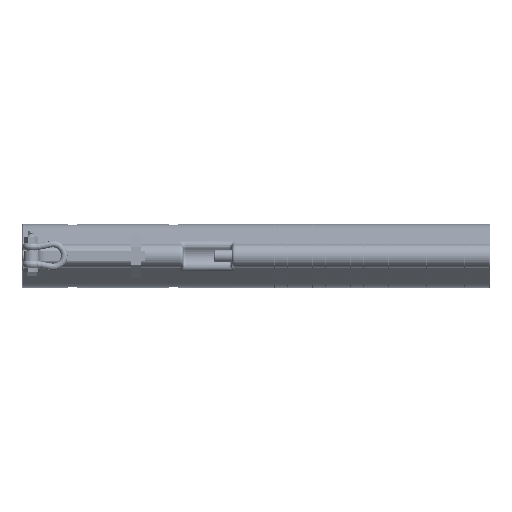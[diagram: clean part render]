
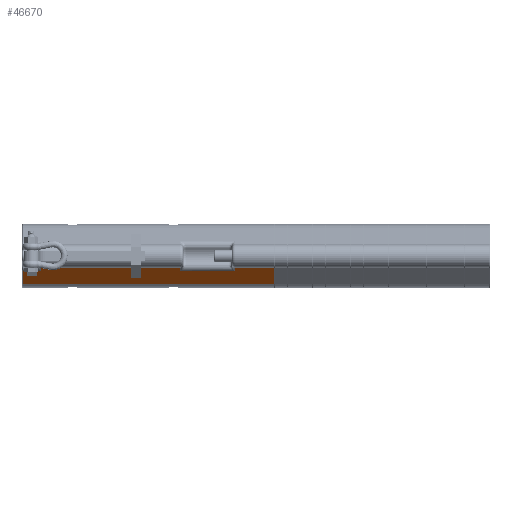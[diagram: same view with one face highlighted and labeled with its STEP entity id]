
A CAD part, left-side view. The second image highlights one B-rep face of the part: STEP entity #46670.
In plain terms, the highlighted planar face has unit normal (-0.46, 0, -0.888).
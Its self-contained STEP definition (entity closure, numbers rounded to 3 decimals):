
#655 = DIRECTION ( 'NONE',  ( 0.888, 0., -0.46 ) ) ;
#2603 = CARTESIAN_POINT ( 'NONE',  ( -79.309, 500., -29.327 ) ) ;
#7902 = DIRECTION ( 'NONE',  ( 0., -1., 0. ) ) ;
#14189 = VECTOR ( 'NONE', #217770, 1000. ) ;
#17675 = EDGE_CURVE ( 'NONE', #45594, #258004, #144613, .T. ) ;
#23626 = DIRECTION ( 'NONE',  ( -0.888, 0., 0.46 ) ) ;
#24925 = ORIENTED_EDGE ( 'NONE', *, *, #248480, .T. ) ;
#25667 = PLANE ( 'NONE',  #180726 ) ;
#27971 = DIRECTION ( 'NONE',  ( 0.888, 0., -0.46 ) ) ;
#37839 = VERTEX_POINT ( 'NONE', #47609 ) ;
#41302 = DIRECTION ( 'NONE',  ( 0., 1., 0. ) ) ;
#45594 = VERTEX_POINT ( 'NONE', #261174 ) ;
#46670 = ADVANCED_FACE ( 'NONE', ( #215473 ), #25667, .F. ) ;
#47025 = VERTEX_POINT ( 'NONE', #296835 ) ;
#47609 = CARTESIAN_POINT ( 'NONE',  ( -88.605, 462.5, -24.515 ) ) ;
#49717 = DIRECTION ( 'NONE',  ( 0.46, 0., 0.888 ) ) ;
#59380 = EDGE_CURVE ( 'NONE', #256775, #138618, #122471, .T. ) ;
#61326 = CARTESIAN_POINT ( 'NONE',  ( -88.605, 187.5, -24.515 ) ) ;
#61599 = DIRECTION ( 'NONE',  ( 0., -1., 0. ) ) ;
#68479 = LINE ( 'NONE', #87557, #306402 ) ;
#72111 = LINE ( 'NONE', #288864, #190803 ) ;
#82104 = VERTEX_POINT ( 'NONE', #118997 ) ;
#85379 = LINE ( 'NONE', #183574, #204063 ) ;
#87557 = CARTESIAN_POINT ( 'NONE',  ( -28.733, 499., -55.507 ) ) ;
#88275 = CARTESIAN_POINT ( 'NONE',  ( -88.605, 79.5, -24.515 ) ) ;
#92552 = ORIENTED_EDGE ( 'NONE', *, *, #232653, .T. ) ;
#92610 = VECTOR ( 'NONE', #61599, 1000. ) ;
#118997 = CARTESIAN_POINT ( 'NONE',  ( -28.733, 499., -55.507 ) ) ;
#119272 = CARTESIAN_POINT ( 'NONE',  ( -28.733, 187.5, -55.507 ) ) ;
#119930 = VECTOR ( 'NONE', #294624, 1000. ) ;
#122471 = LINE ( 'NONE', #189895, #304775 ) ;
#123272 = VERTEX_POINT ( 'NONE', #181472 ) ;
#128320 = CARTESIAN_POINT ( 'NONE',  ( -28.733, 500., -55.507 ) ) ;
#138618 = VERTEX_POINT ( 'NONE', #285408 ) ;
#140251 = CARTESIAN_POINT ( 'NONE',  ( -88.605, 500., -24.515 ) ) ;
#140779 = LINE ( 'NONE', #2603, #14189 ) ;
#144613 = LINE ( 'NONE', #119272, #278452 ) ;
#150134 = CARTESIAN_POINT ( 'NONE',  ( -28.733, 1., -55.507 ) ) ;
#168418 = EDGE_CURVE ( 'NONE', #256775, #47025, #267189, .T. ) ;
#171914 = ORIENTED_EDGE ( 'NONE', *, *, #59380, .T. ) ;
#172410 = VECTOR ( 'NONE', #270668, 1000. ) ;
#172719 = ORIENTED_EDGE ( 'NONE', *, *, #248027, .T. ) ;
#180726 = AXIS2_PLACEMENT_3D ( 'NONE', #286584, #49717, #215806 ) ;
#181472 = CARTESIAN_POINT ( 'NONE',  ( -79.309, 462.5, -29.327 ) ) ;
#182501 = EDGE_CURVE ( 'NONE', #123272, #190519, #140779, .T. ) ;
#183574 = CARTESIAN_POINT ( 'NONE',  ( -79.309, 500., -29.327 ) ) ;
#189895 = CARTESIAN_POINT ( 'NONE',  ( -79.309, 79.5, -29.327 ) ) ;
#190519 = VERTEX_POINT ( 'NONE', #255356 ) ;
#190803 = VECTOR ( 'NONE', #27971, 1000. ) ;
#195427 = ORIENTED_EDGE ( 'NONE', *, *, #246215, .T. ) ;
#203726 = ORIENTED_EDGE ( 'NONE', *, *, #168418, .F. ) ;
#204063 = VECTOR ( 'NONE', #41302, 1000. ) ;
#205778 = DIRECTION ( 'NONE',  ( 0.888, 0., -0.46 ) ) ;
#209845 = EDGE_CURVE ( 'NONE', #138618, #45594, #85379, .T. ) ;
#215473 = FACE_OUTER_BOUND ( 'NONE', #277199, .T. ) ;
#215806 = DIRECTION ( 'NONE',  ( 0.888, 0., -0.46 ) ) ;
#217770 = DIRECTION ( 'NONE',  ( 0., 1., 0. ) ) ;
#219698 = ORIENTED_EDGE ( 'NONE', *, *, #221184, .F. ) ;
#221184 = EDGE_CURVE ( 'NONE', #37839, #258004, #239963, .T. ) ;
#225807 = VERTEX_POINT ( 'NONE', #300423 ) ;
#227595 = CARTESIAN_POINT ( 'NONE',  ( -88.605, 500., -24.515 ) ) ;
#228087 = LINE ( 'NONE', #128320, #172410 ) ;
#232653 = EDGE_CURVE ( 'NONE', #225807, #47025, #246218, .T. ) ;
#239963 = LINE ( 'NONE', #140251, #303418 ) ;
#246215 = EDGE_CURVE ( 'NONE', #82104, #225807, #228087, .T. ) ;
#246218 = LINE ( 'NONE', #150134, #119930 ) ;
#246273 = ORIENTED_EDGE ( 'NONE', *, *, #17675, .T. ) ;
#248027 = EDGE_CURVE ( 'NONE', #190519, #82104, #68479, .T. ) ;
#248480 = EDGE_CURVE ( 'NONE', #37839, #123272, #72111, .T. ) ;
#250536 = ORIENTED_EDGE ( 'NONE', *, *, #209845, .T. ) ;
#255356 = CARTESIAN_POINT ( 'NONE',  ( -79.309, 499., -29.327 ) ) ;
#256775 = VERTEX_POINT ( 'NONE', #88275 ) ;
#258004 = VERTEX_POINT ( 'NONE', #61326 ) ;
#261174 = CARTESIAN_POINT ( 'NONE',  ( -79.309, 187.5, -29.327 ) ) ;
#267189 = LINE ( 'NONE', #227595, #92610 ) ;
#270668 = DIRECTION ( 'NONE',  ( 0., -1., 0. ) ) ;
#277199 = EDGE_LOOP ( 'NONE', ( #195427, #92552, #203726, #171914, #250536, #246273, #219698, #24925, #285781, #172719 ) ) ;
#278452 = VECTOR ( 'NONE', #23626, 1000. ) ;
#285408 = CARTESIAN_POINT ( 'NONE',  ( -79.309, 79.5, -29.327 ) ) ;
#285781 = ORIENTED_EDGE ( 'NONE', *, *, #182501, .T. ) ;
#286584 = CARTESIAN_POINT ( 'NONE',  ( -28.733, 500., -55.507 ) ) ;
#288864 = CARTESIAN_POINT ( 'NONE',  ( -79.309, 462.5, -29.327 ) ) ;
#294624 = DIRECTION ( 'NONE',  ( -0.888, 0., 0.46 ) ) ;
#296835 = CARTESIAN_POINT ( 'NONE',  ( -88.605, 1., -24.515 ) ) ;
#300423 = CARTESIAN_POINT ( 'NONE',  ( -28.733, 1., -55.507 ) ) ;
#303418 = VECTOR ( 'NONE', #7902, 1000. ) ;
#304775 = VECTOR ( 'NONE', #655, 1000. ) ;
#306402 = VECTOR ( 'NONE', #205778, 1000. ) ;
